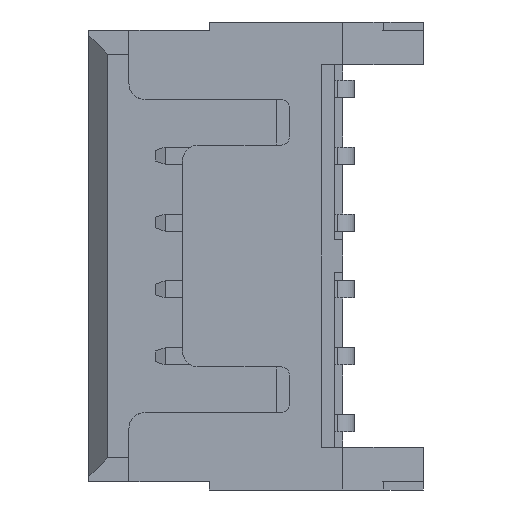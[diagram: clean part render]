
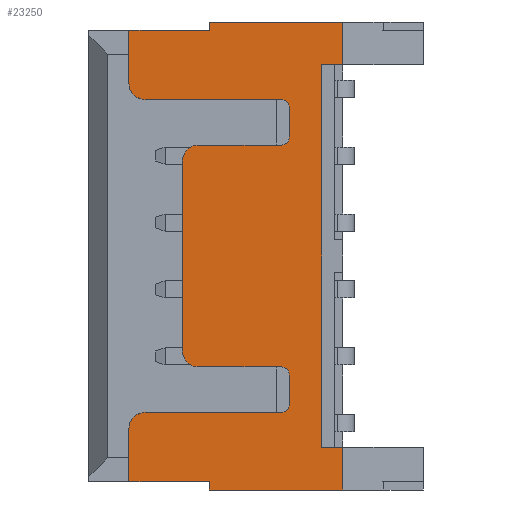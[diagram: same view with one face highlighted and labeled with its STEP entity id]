
A CAD part, left-side view. The second image highlights one B-rep face of the part: STEP entity #23250.
In plain terms, the highlighted planar face has unit normal (-1, 0, 0).
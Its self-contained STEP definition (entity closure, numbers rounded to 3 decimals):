
#2710=CARTESIAN_POINT('',(0.,18.4,-51.74));
#2720=VERTEX_POINT('',#2710);
#2750=CARTESIAN_POINT('',(0.,18.4,-52.34));
#2760=DIRECTION('',(1.,0.,0.));
#2770=DIRECTION('',(0.,-1.,0.));
#2780=AXIS2_PLACEMENT_3D('',#2750,#2760,#2770);
#2790=CIRCLE('',#2780,0.6);
#2800=CARTESIAN_POINT('',(0.,19.,-52.34));
#2810=VERTEX_POINT('',#2800);
#2820=EDGE_CURVE('',#2810,#2720,#2790,.T.);
#10480=CARTESIAN_POINT('',(0.,17.,-42.34));
#10490=VERTEX_POINT('',#10480);
#10540=CARTESIAN_POINT('',(0.,17.,-56.9));
#10550=DIRECTION('',(0.,0.,-1.));
#10560=VECTOR('',#10550,1.);
#10570=LINE('',#10540,#10560);
#10580=CARTESIAN_POINT('',(0.,17.,-49.44));
#10590=VERTEX_POINT('',#10580);
#10600=EDGE_CURVE('',#10490,#10590,#10570,.T.);
#16370=CARTESIAN_POINT('',(0.,11.8,-38.74));
#16380=VERTEX_POINT('',#16370);
#16530=CARTESIAN_POINT('',(0.,11.8,-53.04));
#16540=VERTEX_POINT('',#16530);
#16570=CARTESIAN_POINT('',(0.,11.8,-32.38));
#16580=DIRECTION('',(0.,0.,-1.));
#16590=VECTOR('',#16580,1.);
#16600=LINE('',#16570,#16590);
#16610=EDGE_CURVE('',#16380,#16540,#16600,.T.);
#20250=CARTESIAN_POINT('',(0.,16.4,-49.44));
#20260=DIRECTION('',(-1.,0.,0.));
#20270=DIRECTION('',(0.,1.,0.));
#20280=AXIS2_PLACEMENT_3D('',#20250,#20260,#20270);
#20290=CIRCLE('',#20280,0.6);
#20300=CARTESIAN_POINT('',(0.,16.4,-50.04));
#20310=VERTEX_POINT('',#20300);
#20320=EDGE_CURVE('',#10590,#20310,#20290,.T.);
#21220=CARTESIAN_POINT('',(0.,19.2,-54.613
));
#21230=DIRECTION('',(-1.,0.,0.));
#21240=DIRECTION('',(0.,1.,0.));
#21250=AXIS2_PLACEMENT_3D('',#21220,#21230,#21240);
#21260=PLANE('',#21250);
#21270=CARTESIAN_POINT('',(0.,16.4,-42.34));
#21280=DIRECTION('',(1.,0.,0.));
#21290=DIRECTION('',(0.,-1.,0.));
#21300=AXIS2_PLACEMENT_3D('',#21270,#21280,#21290);
#21310=CIRCLE('',#21300,0.6);
#21320=CARTESIAN_POINT('',(0.,16.4,-41.74));
#21330=VERTEX_POINT('',#21320);
#21340=EDGE_CURVE('',#10490,#21330,#21310,.T.);
#21350=ORIENTED_EDGE('',*,*,#21340,.F.);
#21360=CARTESIAN_POINT('',(0.,0.,-41.74));
#21370=DIRECTION('',(0.,1.,0.));
#21380=VECTOR('',#21370,1.);
#21390=LINE('',#21360,#21380);
#21400=CARTESIAN_POINT('',(0.,13.3,-41.74));
#21410=VERTEX_POINT('',#21400);
#21420=EDGE_CURVE('',#21410,#21330,#21390,.T.);
#21430=ORIENTED_EDGE('',*,*,#21420,.T.);
#21440=CARTESIAN_POINT('',(0.,13.3,-41.44));
#21450=DIRECTION('',(1.,0.,0.));
#21460=DIRECTION('',(0.,1.,0.));
#21470=AXIS2_PLACEMENT_3D('',#21440,#21450,#21460);
#21480=CIRCLE('',#21470,0.3);
#21490=CARTESIAN_POINT('',(0.,13.,-41.44));
#21500=VERTEX_POINT('',#21490);
#21510=EDGE_CURVE('',#21500,#21410,#21480,.T.);
#21520=ORIENTED_EDGE('',*,*,#21510,.T.);
#21530=CARTESIAN_POINT('',(0.,13.,0.));
#21540=DIRECTION('',(0.,0.,-1.));
#21550=VECTOR('',#21540,1.);
#21560=LINE('',#21530,#21550);
#21570=CARTESIAN_POINT('',(0.,13.,-40.34));
#21580=VERTEX_POINT('',#21570);
#21590=EDGE_CURVE('',#21580,#21500,#21560,.T.);
#21600=ORIENTED_EDGE('',*,*,#21590,.T.);
#21610=CARTESIAN_POINT('',(0.,13.3,-40.34));
#21620=DIRECTION('',(-1.,0.,0.));
#21630=DIRECTION('',(0.,1.,0.));
#21640=AXIS2_PLACEMENT_3D('',#21610,#21620,#21630);
#21650=CIRCLE('',#21640,0.3);
#21660=CARTESIAN_POINT('',(0.,13.3,-40.04));
#21670=VERTEX_POINT('',#21660);
#21680=EDGE_CURVE('',#21580,#21670,#21650,.T.);
#21690=ORIENTED_EDGE('',*,*,#21680,.F.);
#21700=CARTESIAN_POINT('',(0.,0.,-40.04));
#21710=DIRECTION('',(0.,1.,0.));
#21720=VECTOR('',#21710,1.);
#21730=LINE('',#21700,#21720);
#21740=CARTESIAN_POINT('',(0.,18.4,-40.04));
#21750=VERTEX_POINT('',#21740);
#21760=EDGE_CURVE('',#21670,#21750,#21730,.T.);
#21770=ORIENTED_EDGE('',*,*,#21760,.F.);
#21780=CARTESIAN_POINT('',(0.,18.4,-39.44));
#21790=DIRECTION('',(1.,0.,0.));
#21800=DIRECTION('',(0.,-1.,0.));
#21810=AXIS2_PLACEMENT_3D('',#21780,#21790,#21800);
#21820=CIRCLE('',#21810,0.6);
#21830=CARTESIAN_POINT('',(0.,19.,-39.44));
#21840=VERTEX_POINT('',#21830);
#21850=EDGE_CURVE('',#21750,#21840,#21820,.T.);
#21860=ORIENTED_EDGE('',*,*,#21850,.F.);
#21870=CARTESIAN_POINT('',(0.,19.,0.));
#21880=DIRECTION('',(0.,0.,1.));
#21890=VECTOR('',#21880,1.);
#21900=LINE('',#21870,#21890);
#21910=CARTESIAN_POINT('',(0.,19.,-37.44));
#21920=VERTEX_POINT('',#21910);
#21930=EDGE_CURVE('',#21840,#21920,#21900,.T.);
#21940=ORIENTED_EDGE('',*,*,#21930,.F.);
#21950=CARTESIAN_POINT('',(0.,0.,-37.44));
#21960=DIRECTION('',(0.,-1.,0.));
#21970=VECTOR('',#21960,1.);
#21980=LINE('',#21950,#21970);
#21990=CARTESIAN_POINT('',(0.,16.,-37.44));
#22000=VERTEX_POINT('',#21990);
#22010=EDGE_CURVE('',#21920,#22000,#21980,.T.);
#22020=ORIENTED_EDGE('',*,*,#22010,.F.);
#22030=CARTESIAN_POINT('',(0.,16.,-32.84));
#22040=DIRECTION('',(0.,0.,1.));
#22050=VECTOR('',#22040,1.);
#22060=LINE('',#22030,#22050);
#22070=CARTESIAN_POINT('',(0.,16.,-37.14));
#22080=VERTEX_POINT('',#22070);
#22090=EDGE_CURVE('',#22000,#22080,#22060,.T.);
#22100=ORIENTED_EDGE('',*,*,#22090,.F.);
#22110=CARTESIAN_POINT('',(0.,0.,-37.14));
#22120=DIRECTION('',(0.,-1.,0.));
#22130=VECTOR('',#22120,1.);
#22140=LINE('',#22110,#22130);
#22150=CARTESIAN_POINT('',(0.,11.,-37.14));
#22160=VERTEX_POINT('',#22150);
#22170=EDGE_CURVE('',#22080,#22160,#22140,.T.);
#22180=ORIENTED_EDGE('',*,*,#22170,.F.);
#22190=CARTESIAN_POINT('',(0.,11.,-89.68));
#22200=DIRECTION('',(0.,0.,1.));
#22210=VECTOR('',#22200,1.);
#22220=LINE('',#22190,#22210);
#22230=CARTESIAN_POINT('',(0.,11.,-38.74));
#22240=VERTEX_POINT('',#22230);
#22250=EDGE_CURVE('',#22240,#22160,#22220,.T.);
#22260=ORIENTED_EDGE('',*,*,#22250,.T.);
#22270=CARTESIAN_POINT('',(0.,0.,-38.74));
#22280=DIRECTION('',(0.,-1.,0.));
#22290=VECTOR('',#22280,1.);
#22300=LINE('',#22270,#22290);
#22310=EDGE_CURVE('',#16380,#22240,#22300,.T.);
#22320=ORIENTED_EDGE('',*,*,#22310,.T.);
#22330=ORIENTED_EDGE('',*,*,#16610,.F.);
#22340=CARTESIAN_POINT('',(0.,0.,-53.04));
#22350=DIRECTION('',(0.,-1.,0.));
#22360=VECTOR('',#22350,1.);
#22370=LINE('',#22340,#22360);
#22380=CARTESIAN_POINT('',(0.,11.,-53.04));
#22390=VERTEX_POINT('',#22380);
#22400=EDGE_CURVE('',#16540,#22390,#22370,.T.);
#22410=ORIENTED_EDGE('',*,*,#22400,.F.);
#22420=CARTESIAN_POINT('',(0.,11.,-2.1));
#22430=DIRECTION('',(0.,0.,-1.));
#22440=VECTOR('',#22430,1.);
#22450=LINE('',#22420,#22440);
#22460=CARTESIAN_POINT('',(0.,11.,-54.64));
#22470=VERTEX_POINT('',#22460);
#22480=EDGE_CURVE('',#22390,#22470,#22450,.T.);
#22490=ORIENTED_EDGE('',*,*,#22480,.F.);
#22500=CARTESIAN_POINT('',(0.,0.,-54.64));
#22510=DIRECTION('',(0.,-1.,0.));
#22520=VECTOR('',#22510,1.);
#22530=LINE('',#22500,#22520);
#22540=CARTESIAN_POINT('',(0.,16.,-54.64));
#22550=VERTEX_POINT('',#22540);
#22560=EDGE_CURVE('',#22550,#22470,#22530,.T.);
#22570=ORIENTED_EDGE('',*,*,#22560,.T.);
#22580=CARTESIAN_POINT('',(0.,16.,-58.94));
#22590=DIRECTION('',(0.,0.,-1.));
#22600=VECTOR('',#22590,1.);
#22610=LINE('',#22580,#22600);
#22620=CARTESIAN_POINT('',(0.,16.,-54.34));
#22630=VERTEX_POINT('',#22620);
#22640=EDGE_CURVE('',#22630,#22550,#22610,.T.);
#22650=ORIENTED_EDGE('',*,*,#22640,.T.);
#22660=CARTESIAN_POINT('',(0.,0.,-54.34));
#22670=DIRECTION('',(0.,-1.,0.));
#22680=VECTOR('',#22670,1.);
#22690=LINE('',#22660,#22680);
#22700=CARTESIAN_POINT('',(0.,19.,-54.34));
#22710=VERTEX_POINT('',#22700);
#22720=EDGE_CURVE('',#22710,#22630,#22690,.T.);
#22730=ORIENTED_EDGE('',*,*,#22720,.T.);
#22740=CARTESIAN_POINT('',(0.,19.,-2.5));
#22750=DIRECTION('',(0.,0.,-1.));
#22760=VECTOR('',#22750,1.);
#22770=LINE('',#22740,#22760);
#22780=EDGE_CURVE('',#2810,#22710,#22770,.T.);
#22790=ORIENTED_EDGE('',*,*,#22780,.T.);
#22800=ORIENTED_EDGE('',*,*,#2820,.F.);
#22810=CARTESIAN_POINT('',(0.,0.,-51.74));
#22820=DIRECTION('',(0.,1.,0.));
#22830=VECTOR('',#22820,1.);
#22840=LINE('',#22810,#22830);
#22850=CARTESIAN_POINT('',(0.,13.3,-51.74));
#22860=VERTEX_POINT('',#22850);
#22870=EDGE_CURVE('',#22860,#2720,#22840,.T.);
#22880=ORIENTED_EDGE('',*,*,#22870,.T.);
#22890=CARTESIAN_POINT('',(0.,13.3,-51.44));
#22900=DIRECTION('',(1.,0.,0.));
#22910=DIRECTION('',(0.,1.,0.));
#22920=AXIS2_PLACEMENT_3D('',#22890,#22900,#22910);
#22930=CIRCLE('',#22920,0.3);
#22940=CARTESIAN_POINT('',(0.,13.,-51.44));
#22950=VERTEX_POINT('',#22940);
#22960=EDGE_CURVE('',#22950,#22860,#22930,.T.);
#22970=ORIENTED_EDGE('',*,*,#22960,.T.);
#22980=CARTESIAN_POINT('',(0.,13.,-2.5));
#22990=DIRECTION('',(0.,0.,-1.));
#23000=VECTOR('',#22990,1.);
#23010=LINE('',#22980,#23000);
#23020=CARTESIAN_POINT('',(0.,13.,-50.34));
#23030=VERTEX_POINT('',#23020);
#23040=EDGE_CURVE('',#23030,#22950,#23010,.T.);
#23050=ORIENTED_EDGE('',*,*,#23040,.T.);
#23060=CARTESIAN_POINT('',(0.,13.3,-50.34));
#23070=DIRECTION('',(1.,0.,0.));
#23080=DIRECTION('',(0.,1.,0.));
#23090=AXIS2_PLACEMENT_3D('',#23060,#23070,#23080);
#23100=CIRCLE('',#23090,0.3);
#23110=CARTESIAN_POINT('',(0.,13.3,-50.04));
#23120=VERTEX_POINT('',#23110);
#23130=EDGE_CURVE('',#23120,#23030,#23100,.T.);
#23140=ORIENTED_EDGE('',*,*,#23130,.T.);
#23150=CARTESIAN_POINT('',(0.,0.,-50.04));
#23160=DIRECTION('',(0.,-1.,0.));
#23170=VECTOR('',#23160,1.);
#23180=LINE('',#23150,#23170);
#23190=EDGE_CURVE('',#20310,#23120,#23180,.T.);
#23200=ORIENTED_EDGE('',*,*,#23190,.T.);
#23210=ORIENTED_EDGE('',*,*,#20320,.T.);
#23220=ORIENTED_EDGE('',*,*,#10600,.T.);
#23230=EDGE_LOOP('',(#23220,#23210,#23200,#23140,#23050,#22970,#22880,
#22800,#22790,#22730,#22650,#22570,#22490,#22410,#22330,#22320,#22260,
#22180,#22100,#22020,#21940,#21860,#21770,#21690,#21600,#21520,#21430,
#21350));
#23240=FACE_OUTER_BOUND('',#23230,.T.);
#23250=ADVANCED_FACE('',(#23240),#21260,.T.);
